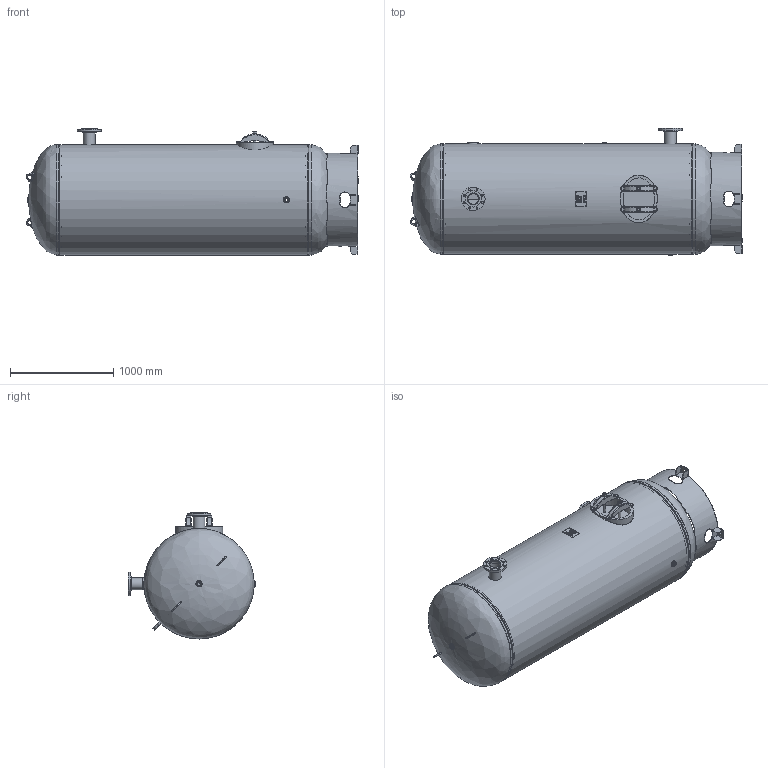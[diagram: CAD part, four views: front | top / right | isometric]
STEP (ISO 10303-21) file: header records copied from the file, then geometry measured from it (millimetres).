
FILE_DESCRIPTION(/* description */ ('42 X 120 200# VERT A10131 @ 200#'),/* implementation_level */ '2;1');
FILE_NAME(/* name */ 'SPVG_C100950-X.stp',/* time_stamp */ '2021-05-13T11:43:45-05:00',/* author */ ('kim.thoune'),/* organization */ (''),/* preprocessor_version */ 'ST-DEVELOPER v17.2',/* originating_system */ 'Autodesk Inventor 2019',/* authorisation */ '');
FILE_SCHEMA (('CONFIG_CONTROL_DESIGN'));
Length unit declared in the file: inch
Products named in the file (19): C100950-X; 37-2587; C100950-X-3HD; C100950-X-4HD; 960-366; S102115; 45-511; S102115-2; 43-925; 41-669; F101000; F100250; 67-8548; 64-784; S102114; S102114-1MAR; S102021; 60-140; 64-053
Assembly tree (28 placements, depth 3):
  C100950-X
    37-2587
    C100950-X-3HD
      960-366
    C100950-X-4HD
      960-366
    S102115  x2
      45-511
      S102115-2
    43-925
    41-669
    F101000  x4
    F100250
    67-8548  x2
    64-784  x2
    S102114
      S102114-1MAR
      S102021  x4
    60-140
      64-053
Bounding box: 3208.12 x 1234.49 x 1218.69 mm (x, y, z)
Volume: 78061433.2 mm3; surface area: 24498081.1 mm2
Topology: 27 solids, 27 shells, 723 faces, 1917 edges, 1279 vertices
Faces by surface type: plane 367, cylinder 209, bspline 75, torus 64, cone 8
Full cylindrical faces by diameter (mm): 6.35 x4, 11.455 x1, 12.7 x2, 19.05 x16, 22.225 x4, 23.019 x2, 26.987 x1, 30.302 x4, 43.256 x4, 44.45 x4, 46.037 x2, 60.325 x4, 82.55 x1, 102.26 x2, 107.95 x1, 111.125 x1, 114.3 x2, 116.078 x2, 117.475 x2, 134.95 x2, 157.175 x2, 228.6 x2, 892.2 x1, 901.7 x1, 1041.4 x2, 1053.084 x1, 1054.1 x4, 1065.784 x1, 1066.8 x2
Entity records: 21958 total; most frequent: CARTESIAN_POINT 7815, ORIENTED_EDGE 2846, DIRECTION 2651, EDGE_CURVE 1423, AXIS2_PLACEMENT_3D 961, VERTEX_POINT 951, LINE 729, VECTOR 729
